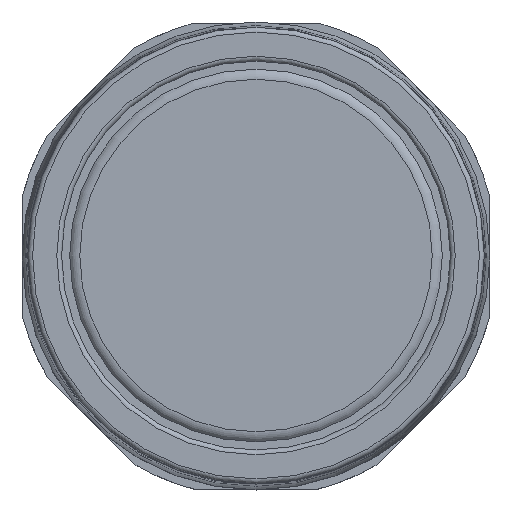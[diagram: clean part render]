
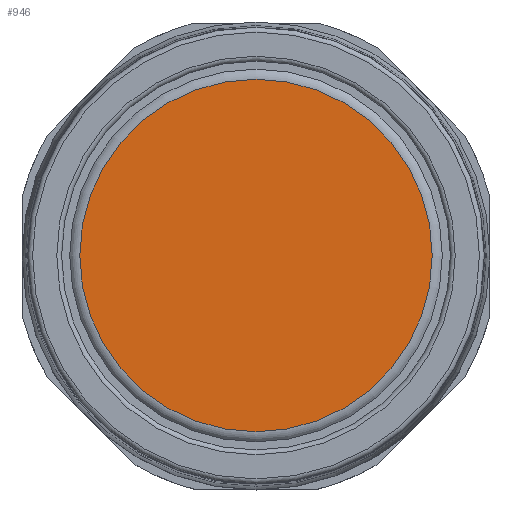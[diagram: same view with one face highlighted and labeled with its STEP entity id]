
A CAD part, top view. The second image highlights one B-rep face of the part: STEP entity #946.
In plain terms, the highlighted planar face has unit normal (0, 0, 1).
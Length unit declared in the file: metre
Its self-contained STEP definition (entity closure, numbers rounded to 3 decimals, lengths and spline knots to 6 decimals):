
#946 = ADVANCED_FACE( '', ( #2239 ), #2240, .T. );
#2239 = FACE_OUTER_BOUND( '', #3960, .T. );
#2240 = PLANE( '', #3961 );
#3960 = EDGE_LOOP( '', ( #7114 ) );
#3961 = AXIS2_PLACEMENT_3D( '', #7115, #7116, #7117 );
#7114 = ORIENTED_EDGE( '', *, *, #10203, .F. );
#7115 = CARTESIAN_POINT( '', ( 0., 0., 0.0624 ) );
#7116 = DIRECTION( '', ( 0., 0., 1. ) );
#7117 = DIRECTION( '', ( 1., 0., 0. ) );
#10203 = EDGE_CURVE( '', #12372, #12372, #12373, .T. );
#12372 = VERTEX_POINT( '', #15564 );
#12373 = CIRCLE( '', #15565, 0.010925 );
#15564 = CARTESIAN_POINT( '', ( 0., 0.010925, 0.0624 ) );
#15565 = AXIS2_PLACEMENT_3D( '', #19114, #19115, #19116 );
#19114 = CARTESIAN_POINT( '', ( 0., 0., 0.0624 ) );
#19115 = DIRECTION( '', ( 0., 0., -1. ) );
#19116 = DIRECTION( '', ( 0., 1., 0. ) );
